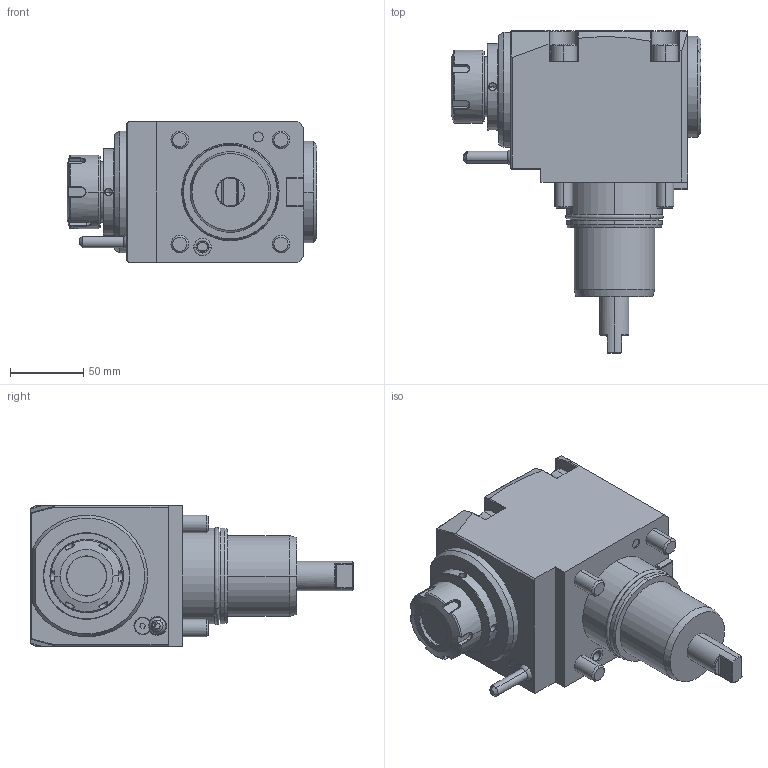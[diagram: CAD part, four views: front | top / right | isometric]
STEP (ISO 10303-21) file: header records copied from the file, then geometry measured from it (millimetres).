
FILE_DESCRIPTION((''),'2;1');
FILE_NAME('NGT2_65_201_32_2_3_65_NT','2022-08-13T',('vali'),('NOVA GRUP'),'PRO/ENGINEER BY PARAMETRIC TECHNOLOGY CORPORATION, 2010280','PRO/ENGINEER BY PARAMETRIC TECHNOLOGY CORPORATION, 2010280','');
FILE_SCHEMA(('CONFIG_CONTROL_DESIGN'));
Length unit declared in the file: millimetre
Products named in the file (1): NGT2_65_201_32_2_3_65_NT
Bounding box: 170.3 x 219.5 x 96 mm (x, y, z)
Volume: 1520425.4 mm3; surface area: 109596.5 mm2
Topology: 2 solids, 2 shells, 429 faces, 1058 edges, 652 vertices
Faces by surface type: plane 199, cylinder 114, cone 60, bspline 34, torus 20, sphere 2
Entity records: 18494 total; most frequent: CARTESIAN_POINT 8877, ORIENTED_EDGE 2100, DIRECTION 1775, EDGE_CURVE 1050, VERTEX_POINT 652, AXIS2_PLACEMENT_3D 607, VECTOR 561, LINE 561
